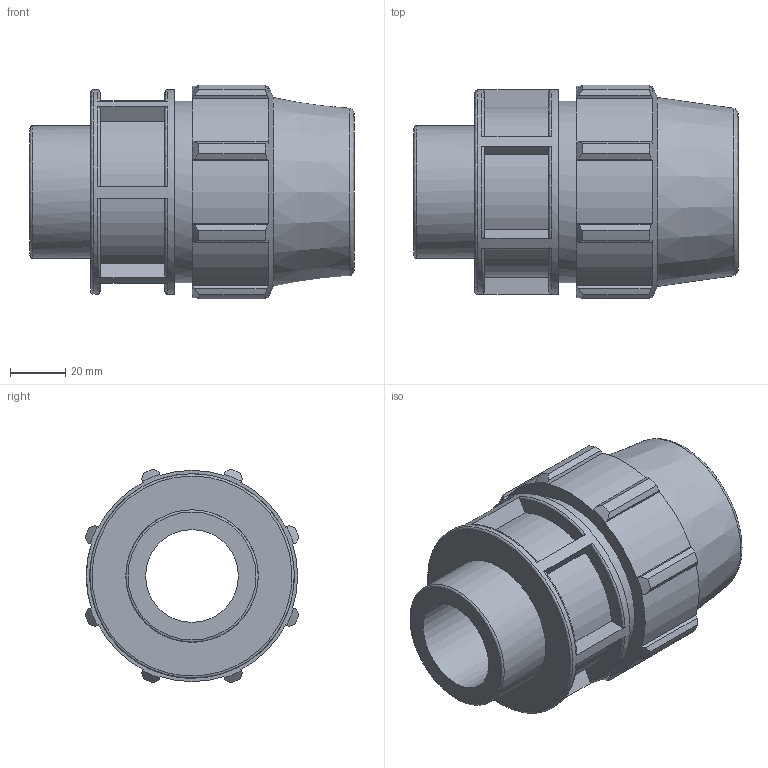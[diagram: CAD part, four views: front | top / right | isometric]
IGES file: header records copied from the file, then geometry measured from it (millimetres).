
Global section: file name: 070200040015_180200040015_0702060400150A.ipt; native system: Autodesk Inventor 2015; preprocessor: unknown; author: KIM; date: 20170606.110206; units: millimetre
Bounding box: 117 x 77.16 x 77.16 mm (x, y, z)
Volume: 254074.8 mm3; surface area: 50915.7 mm2
Topology: 1 solids, 1 shells, 117 faces, 322 edges, 217 vertices
Faces by surface type: plane 63, cylinder 25, revolution 19, cone 10
Full cylindrical faces by diameter (mm): 47.803 x1, 65.6 x1, 73.8 x1
